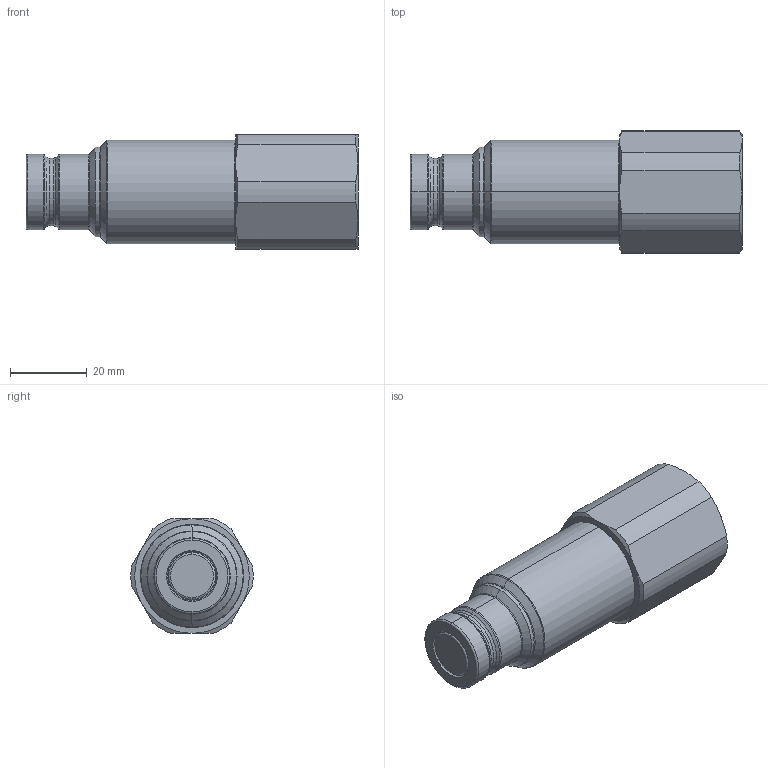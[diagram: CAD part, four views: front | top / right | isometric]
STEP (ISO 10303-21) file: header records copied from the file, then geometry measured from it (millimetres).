
FILE_DESCRIPTION (( 'STEP AP214' ), '1' );
FILE_NAME ('FEC-372-6FB.STEP', '2013-03-25T15:23:33', ( 'admin' ), ( 'Microsoft' ), 'SwSTEP 2.0', 'SolidWorks 2009', '' );
FILE_SCHEMA (( 'AUTOMOTIVE_DESIGN' ));
Length unit declared in the file: millimetre
Products named in the file (1): FEC-372-6FB
Bounding box: 86.8 x 31.95 x 30 mm (x, y, z)
Volume: 47414.2 mm3; surface area: 9734.5 mm2
Topology: 1 solids, 1 shells, 88 faces, 184 edges, 104 vertices
Faces by surface type: cone 30, cylinder 24, torus 20, plane 14
Entity records: 2411 total; most frequent: CARTESIAN_POINT 481, DIRECTION 450, ORIENTED_EDGE 368, AXIS2_PLACEMENT_3D 201, EDGE_CURVE 184, CIRCLE 112, VERTEX_POINT 104, EDGE_LOOP 94
